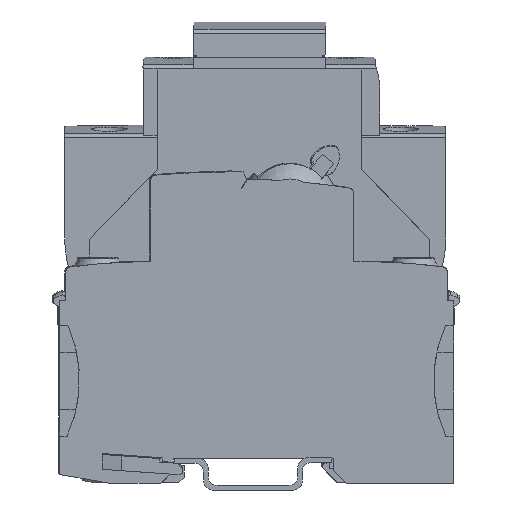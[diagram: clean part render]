
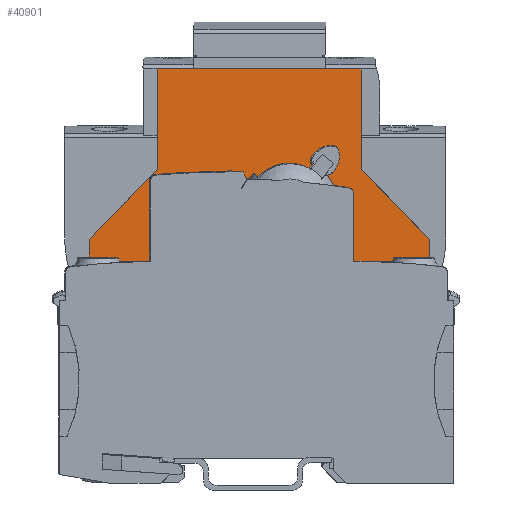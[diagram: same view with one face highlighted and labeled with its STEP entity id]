
A CAD part, left-side view. The second image highlights one B-rep face of the part: STEP entity #40901.
In plain terms, the highlighted planar face has unit normal (-1, 0, 0).
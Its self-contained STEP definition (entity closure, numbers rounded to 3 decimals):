
#3867=FACE_OUTER_BOUND('',#6108,.T.);
#6108=EDGE_LOOP('',(#34742,#34743,#34744,#34745,#34746,#34747,#34748,#34749,
#34750,#34751,#34752,#34753,#34754,#34755,#34756,#34757));
#10257=LINE('',#69290,#14731);
#10268=LINE('',#69315,#14742);
#10269=LINE('',#69317,#14743);
#10270=LINE('',#69319,#14744);
#10271=LINE('',#69321,#14745);
#10272=LINE('',#69323,#14746);
#10273=LINE('',#69325,#14747);
#10274=LINE('',#69327,#14748);
#10275=LINE('',#69329,#14749);
#10276=LINE('',#69331,#14750);
#10277=LINE('',#69333,#14751);
#10278=LINE('',#69335,#14752);
#10279=LINE('',#69337,#14753);
#10280=LINE('',#69338,#14754);
#10281=LINE('',#69340,#14755);
#10282=LINE('',#69341,#14756);
#14731=VECTOR('',#52687,1.);
#14742=VECTOR('',#52706,1.);
#14743=VECTOR('',#52707,1.);
#14744=VECTOR('',#52708,1.);
#14745=VECTOR('',#52709,1.);
#14746=VECTOR('',#52710,1.);
#14747=VECTOR('',#52711,1.);
#14748=VECTOR('',#52712,1.);
#14749=VECTOR('',#52713,1.);
#14750=VECTOR('',#52714,1.);
#14751=VECTOR('',#52715,1.);
#14752=VECTOR('',#52716,1.);
#14753=VECTOR('',#52717,1.);
#14754=VECTOR('',#52718,1.);
#14755=VECTOR('',#52719,1.);
#14756=VECTOR('',#52720,1.);
#18650=VERTEX_POINT('',#69287);
#18651=VERTEX_POINT('',#69289);
#18660=VERTEX_POINT('',#69313);
#18661=VERTEX_POINT('',#69314);
#18662=VERTEX_POINT('',#69316);
#18663=VERTEX_POINT('',#69318);
#18664=VERTEX_POINT('',#69320);
#18665=VERTEX_POINT('',#69322);
#18666=VERTEX_POINT('',#69324);
#18667=VERTEX_POINT('',#69326);
#18668=VERTEX_POINT('',#69328);
#18669=VERTEX_POINT('',#69330);
#18670=VERTEX_POINT('',#69332);
#18671=VERTEX_POINT('',#69334);
#18672=VERTEX_POINT('',#69336);
#18673=VERTEX_POINT('',#69339);
#24169=EDGE_CURVE('',#18650,#18651,#10257,.T.);
#24181=EDGE_CURVE('',#18660,#18661,#10268,.T.);
#24182=EDGE_CURVE('',#18661,#18662,#10269,.T.);
#24183=EDGE_CURVE('',#18662,#18663,#10270,.T.);
#24184=EDGE_CURVE('',#18663,#18664,#10271,.T.);
#24185=EDGE_CURVE('',#18664,#18665,#10272,.T.);
#24186=EDGE_CURVE('',#18665,#18666,#10273,.T.);
#24187=EDGE_CURVE('',#18666,#18667,#10274,.T.);
#24188=EDGE_CURVE('',#18667,#18668,#10275,.T.);
#24189=EDGE_CURVE('',#18668,#18669,#10276,.T.);
#24190=EDGE_CURVE('',#18669,#18670,#10277,.T.);
#24191=EDGE_CURVE('',#18670,#18671,#10278,.T.);
#24192=EDGE_CURVE('',#18671,#18672,#10279,.T.);
#24193=EDGE_CURVE('',#18672,#18651,#10280,.T.);
#24194=EDGE_CURVE('',#18650,#18673,#10281,.T.);
#24195=EDGE_CURVE('',#18673,#18660,#10282,.T.);
#34742=ORIENTED_EDGE('',*,*,#24181,.T.);
#34743=ORIENTED_EDGE('',*,*,#24182,.T.);
#34744=ORIENTED_EDGE('',*,*,#24183,.T.);
#34745=ORIENTED_EDGE('',*,*,#24184,.T.);
#34746=ORIENTED_EDGE('',*,*,#24185,.T.);
#34747=ORIENTED_EDGE('',*,*,#24186,.T.);
#34748=ORIENTED_EDGE('',*,*,#24187,.T.);
#34749=ORIENTED_EDGE('',*,*,#24188,.T.);
#34750=ORIENTED_EDGE('',*,*,#24189,.T.);
#34751=ORIENTED_EDGE('',*,*,#24190,.T.);
#34752=ORIENTED_EDGE('',*,*,#24191,.T.);
#34753=ORIENTED_EDGE('',*,*,#24192,.T.);
#34754=ORIENTED_EDGE('',*,*,#24193,.T.);
#34755=ORIENTED_EDGE('',*,*,#24169,.F.);
#34756=ORIENTED_EDGE('',*,*,#24194,.T.);
#34757=ORIENTED_EDGE('',*,*,#24195,.T.);
#38905=PLANE('',#43696);
#40901=ADVANCED_FACE('',(#3867),#38905,.T.);
#43696=AXIS2_PLACEMENT_3D('',#69312,#52704,#52705);
#52687=DIRECTION('',(0.,-1.,0.));
#52704=DIRECTION('center_axis',(-1.,0.,0.));
#52705=DIRECTION('ref_axis',(0.,1.,0.));
#52706=DIRECTION('',(0.,0.,-1.));
#52707=DIRECTION('',(0.,-0.732,-0.681));
#52708=DIRECTION('',(0.,0.,-1.));
#52709=DIRECTION('',(0.,-1.,0.));
#52710=DIRECTION('',(0.,-0.742,-0.67));
#52711=DIRECTION('',(0.,-1.,0.));
#52712=DIRECTION('',(0.,-0.742,0.67));
#52713=DIRECTION('',(0.,-1.,0.));
#52714=DIRECTION('',(0.,0.,1.));
#52715=DIRECTION('',(0.,-0.732,0.681));
#52716=DIRECTION('',(0.,0.,1.));
#52717=DIRECTION('',(0.,0.695,0.719));
#52718=DIRECTION('',(0.,0.,1.));
#52719=DIRECTION('',(0.,0.,-1.));
#52720=DIRECTION('',(0.,0.695,-0.719));
#69287=CARTESIAN_POINT('',(22.405,93.079,108.298));
#69289=CARTESIAN_POINT('',(22.405,47.663,108.298));
#69290=CARTESIAN_POINT('',(22.405,93.079,108.298));
#69312=CARTESIAN_POINT('Origin',(22.405,70.371,108.298));
#69313=CARTESIAN_POINT('',(22.405,108.217,70.3));
#69314=CARTESIAN_POINT('',(22.405,108.217,49.19));
#69315=CARTESIAN_POINT('',(22.405,108.217,70.3));
#69316=CARTESIAN_POINT('',(22.405,105.189,46.375));
#69317=CARTESIAN_POINT('',(22.405,108.217,49.19));
#69318=CARTESIAN_POINT('',(22.405,105.189,36.523));
#69319=CARTESIAN_POINT('',(22.405,105.189,46.375));
#69320=CARTESIAN_POINT('',(22.405,84.855,36.523));
#69321=CARTESIAN_POINT('',(22.405,105.189,36.523));
#69322=CARTESIAN_POINT('',(22.405,80.183,32.301));
#69323=CARTESIAN_POINT('',(22.405,84.855,36.523));
#69324=CARTESIAN_POINT('',(22.405,60.559,32.301));
#69325=CARTESIAN_POINT('',(22.405,80.183,32.301));
#69326=CARTESIAN_POINT('',(22.405,55.887,36.523));
#69327=CARTESIAN_POINT('',(22.405,60.559,32.301));
#69328=CARTESIAN_POINT('',(22.405,35.553,36.523));
#69329=CARTESIAN_POINT('',(22.405,55.887,36.523));
#69330=CARTESIAN_POINT('',(22.405,35.553,46.375));
#69331=CARTESIAN_POINT('',(22.405,35.553,36.523));
#69332=CARTESIAN_POINT('',(22.405,32.525,49.19));
#69333=CARTESIAN_POINT('',(22.405,35.553,46.375));
#69334=CARTESIAN_POINT('',(22.405,32.525,70.3));
#69335=CARTESIAN_POINT('',(22.405,32.525,49.19));
#69336=CARTESIAN_POINT('',(22.405,47.663,85.946));
#69337=CARTESIAN_POINT('',(22.405,32.525,70.3));
#69338=CARTESIAN_POINT('',(22.405,47.663,85.946));
#69339=CARTESIAN_POINT('',(22.405,93.079,85.946));
#69340=CARTESIAN_POINT('',(22.405,93.079,108.298));
#69341=CARTESIAN_POINT('',(22.405,93.079,85.946));
